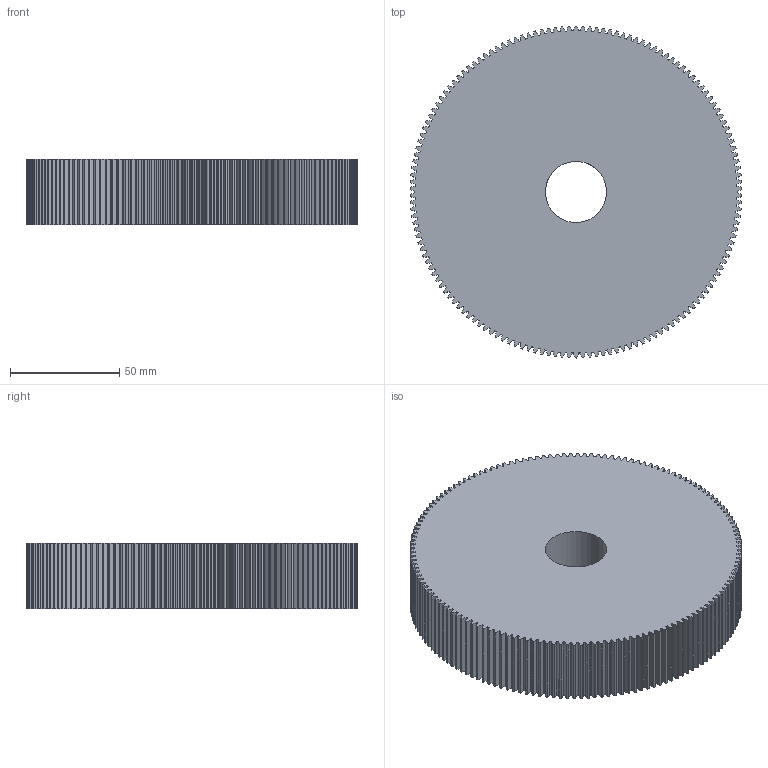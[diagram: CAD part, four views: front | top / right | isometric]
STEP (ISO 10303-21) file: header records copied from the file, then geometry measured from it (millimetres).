
FILE_DESCRIPTION( ('This file contains a STEP AP42 implementation' ,'as created by ZW3D STEP Interface translator.' ,'') ,'2;1' );
FILE_NAME( '喘謫150.stp' ,'251027.114721', (''), ('ZWCAD Software Co.'), 'Version 1.0', 'ZW3D to STEP translator', '' );
FILE_SCHEMA(('AUTOMOTIVE_DESIGN { 1 0 10303 214 1 1 1 1 }'));
Length unit declared in the file: millimetre
Products named in the file (3): 0; 喘謫150; 喘謫150_1 FEATURE
Assembly tree (1 placements, depth 2):
  0
  喘謫150
    喘謫150_1 FEATURE
Bounding box: 151.98 x 152 x 30 mm (x, y, z)
Volume: 510579.9 mm3; surface area: 65201.2 mm2
Topology: 1 solids, 1 shells, 603 faces, 1805 edges, 1204 vertices
Faces by surface type: cylinder 601, plane 2
Full cylindrical faces by diameter (mm): 28 x1
Entity records: 21745 total; most frequent: DIRECTION 4223, CARTESIAN_POINT 3616, ORIENTED_EDGE 3610, AXIS2_PLACEMENT_3D 1811, EDGE_CURVE 1805, VERTEX_POINT 1204, CIRCLE 1204, EDGE_LOOP 605
